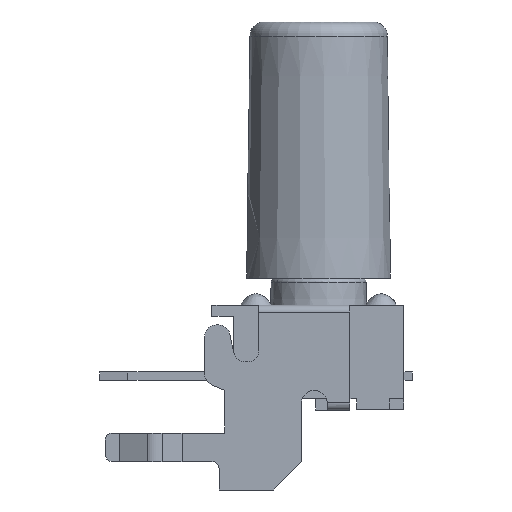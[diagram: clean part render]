
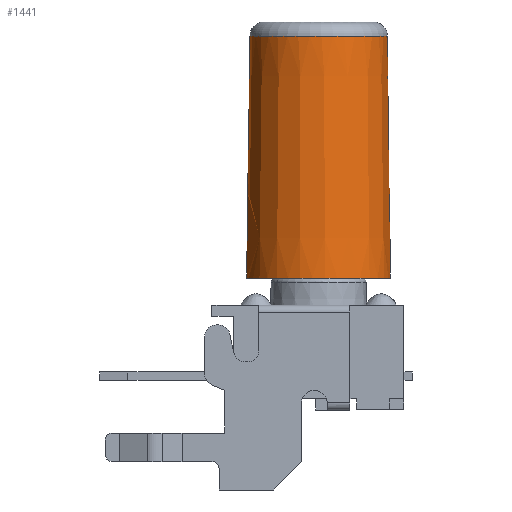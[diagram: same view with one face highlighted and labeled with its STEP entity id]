
A CAD part, front view. The second image highlights one B-rep face of the part: STEP entity #1441.
In plain terms, the highlighted conical face has half-angle 0.81 degrees and reference radius 25.4 mm.
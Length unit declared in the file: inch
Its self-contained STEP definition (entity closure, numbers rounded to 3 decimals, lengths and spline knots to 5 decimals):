
#1013=CARTESIAN_POINT('',(0.09794,0.00906,0.28307));
#1014=VERTEX_POINT('',#1013);
#1015=CARTESIAN_POINT('',(0.09959,0.00906,0.16693));
#1016=VERTEX_POINT('',#1015);
#1017=CARTESIAN_POINT('',(0.09794,0.00906,0.28307));
#1018=DIRECTION('',(0.014,0.,-1.));
#1019=VECTOR('',#1018,0.11615);
#1020=LINE('',#1017,#1019);
#1021=EDGE_CURVE('',#1014,#1016,#1020,.T.);
#1061=CARTESIAN_POINT('',(0.09959,-0.00906,0.16693));
#1062=VERTEX_POINT('',#1061);
#1063=CARTESIAN_POINT('',(0.09794,-0.00906,0.28307));
#1064=VERTEX_POINT('',#1063);
#1065=CARTESIAN_POINT('',(0.09959,-0.00906,0.16693));
#1066=DIRECTION('',(-0.014,0.0,1.));
#1067=VECTOR('',#1066,0.11615);
#1068=LINE('',#1065,#1067);
#1069=EDGE_CURVE('',#1062,#1064,#1068,.T.);
#1109=CARTESIAN_POINT('',(0.,0.,0.28307));
#1110=DIRECTION('',(0.0,0.0,1.0));
#1111=DIRECTION('',(-1.0,0.0,0.0));
#1112=AXIS2_PLACEMENT_3D('',#1109,#1110,#1111);
#1113=CIRCLE('',#1112,0.09836);
#1114=EDGE_CURVE('',#1064,#1014,#1113,.T.);
#1132=CARTESIAN_POINT('',(-0.09959,0.00906,0.16693));
#1133=VERTEX_POINT('',#1132);
#1134=CARTESIAN_POINT('',(-0.09794,0.00906,0.28307));
#1135=VERTEX_POINT('',#1134);
#1136=CARTESIAN_POINT('',(-0.09959,0.00906,0.16693));
#1137=DIRECTION('',(0.014,0.0,1.));
#1138=VECTOR('',#1137,0.11615);
#1139=LINE('',#1136,#1138);
#1140=EDGE_CURVE('',#1133,#1135,#1139,.T.);
#1171=CARTESIAN_POINT('',(-0.09794,-0.00906,0.28307));
#1172=VERTEX_POINT('',#1171);
#1173=CARTESIAN_POINT('',(0.,0.,0.28307));
#1174=DIRECTION('',(0.0,0.0,1.0));
#1175=DIRECTION('',(-1.0,0.0,0.0));
#1176=AXIS2_PLACEMENT_3D('',#1173,#1174,#1175);
#1177=CIRCLE('',#1176,0.09836);
#1178=EDGE_CURVE('',#1135,#1172,#1177,.T.);
#1196=CARTESIAN_POINT('',(-0.09959,-0.00906,0.16693));
#1197=VERTEX_POINT('',#1196);
#1198=CARTESIAN_POINT('',(-0.09794,-0.00906,0.28307));
#1199=DIRECTION('',(-0.014,0.,-1.));
#1200=VECTOR('',#1199,0.11615);
#1201=LINE('',#1198,#1200);
#1202=EDGE_CURVE('',#1172,#1197,#1201,.T.);
#1309=CARTESIAN_POINT('',(0.,0.,0.16693));
#1310=DIRECTION('',(0.0,0.0,-1.0));
#1311=DIRECTION('',(-1.0,0.0,0.0));
#1312=AXIS2_PLACEMENT_3D('',#1309,#1310,#1311);
#1313=CIRCLE('',#1312,0.1);
#1314=EDGE_CURVE('',#1062,#1197,#1313,.T.);
#1351=CARTESIAN_POINT('',(0.,0.,0.16693));
#1352=DIRECTION('',(0.0,0.0,-1.0));
#1353=DIRECTION('',(-1.0,0.0,0.0));
#1354=AXIS2_PLACEMENT_3D('',#1351,#1352,#1353);
#1355=CIRCLE('',#1354,0.1);
#1356=EDGE_CURVE('',#1133,#1016,#1355,.T.);
#1400=CARTESIAN_POINT('',(0.09527,0.,0.50185));
#1401=VERTEX_POINT('',#1400);
#1402=CARTESIAN_POINT('',(0.,0.,0.50185));
#1403=DIRECTION('',(0.0,0.0,1.0));
#1404=DIRECTION('',(-1.0,0.0,0.0));
#1405=AXIS2_PLACEMENT_3D('',#1402,#1403,#1404);
#1406=CIRCLE('',#1405,0.09527);
#1407=EDGE_CURVE('',#1401,#1401,#1406,.T.);
#1423=CARTESIAN_POINT('',(0.,0.,-63.5144));
#1424=DIRECTION('',(0.0,0.0,-1.0));
#1425=DIRECTION('',(-1.0,0.0,0.0));
#1426=AXIS2_PLACEMENT_3D('',#1423,#1424,#1425);
#1427=CONICAL_SURFACE('',#1426,1.0,0.81);
#1428=ORIENTED_EDGE('',*,*,#1178,.T.);
#1429=ORIENTED_EDGE('',*,*,#1202,.T.);
#1430=ORIENTED_EDGE('',*,*,#1314,.F.);
#1431=ORIENTED_EDGE('',*,*,#1069,.T.);
#1432=ORIENTED_EDGE('',*,*,#1114,.T.);
#1433=ORIENTED_EDGE('',*,*,#1021,.T.);
#1434=ORIENTED_EDGE('',*,*,#1356,.F.);
#1435=ORIENTED_EDGE('',*,*,#1140,.T.);
#1436=EDGE_LOOP('',(#1428,#1429,#1430,#1431,#1432,#1433,#1434,#1435));
#1437=FACE_OUTER_BOUND('',#1436,.T.);
#1438=ORIENTED_EDGE('',*,*,#1407,.F.);
#1439=EDGE_LOOP('',(#1438));
#1440=FACE_BOUND('',#1439,.T.);
#1441=ADVANCED_FACE('',(#1437,#1440),#1427,.T.);
